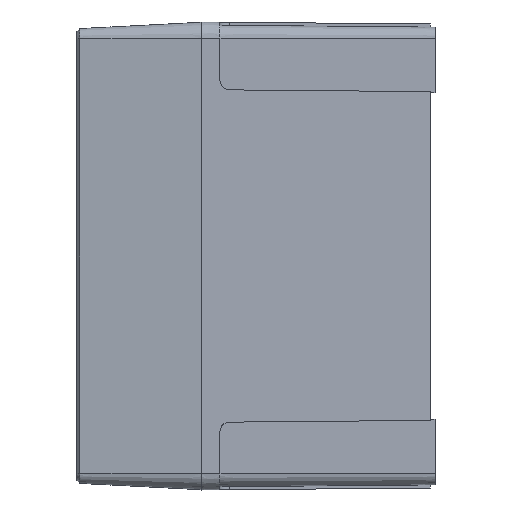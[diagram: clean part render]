
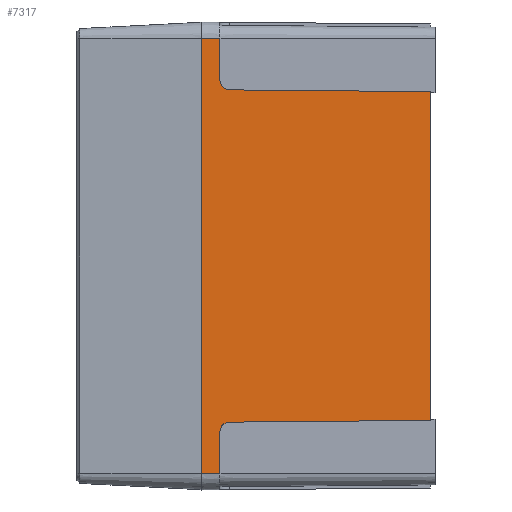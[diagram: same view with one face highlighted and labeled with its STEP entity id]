
A CAD part, left-side view. The second image highlights one B-rep face of the part: STEP entity #7317.
In plain terms, the highlighted planar face has unit normal (-1, -0.009, 0).
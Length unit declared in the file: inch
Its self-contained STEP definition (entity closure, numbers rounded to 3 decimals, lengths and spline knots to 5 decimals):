
#375 = CARTESIAN_POINT ( 'NONE',  ( -1.97047, 0., -1.83268 ) ) ;
#609 = ORIENTED_EDGE ( 'NONE', *, *, #6104, .T. ) ;
#629 = CARTESIAN_POINT ( 'NONE',  ( -1.97047, 0., -1.83268 ) ) ;
#757 = DIRECTION ( 'NONE',  ( -0.009, 1., 0. ) ) ;
#838 = LINE ( 'NONE', #4314, #3294 ) ;
#854 = CARTESIAN_POINT ( 'NONE',  ( -1.9691, -0.15748, 1.83268 ) ) ;
#898 = CARTESIAN_POINT ( 'NONE',  ( -1.9691, -0.15748, 1.47766 ) ) ;
#924 = LINE ( 'NONE', #5575, #11922 ) ;
#929 = CARTESIAN_POINT ( 'NONE',  ( -1.9691, -0.15748, -1.83268 ) ) ;
#1232 = ORIENTED_EDGE ( 'NONE', *, *, #4464, .T. ) ;
#1725 = CARTESIAN_POINT ( 'NONE',  ( -1.97051, 0.00377, -1.40101 ) ) ;
#1918 = VERTEX_POINT ( 'NONE', #8158 ) ;
#2362 = ORIENTED_EDGE ( 'NONE', *, *, #2975, .F. ) ;
#2438 = CARTESIAN_POINT ( 'NONE',  ( -1.95364, -1.92913, 1.38415 ) ) ;
#2826 = VERTEX_POINT ( 'NONE', #629 ) ;
#2975 = EDGE_CURVE ( 'NONE', #4109, #2826, #7510, .T. ) ;
#3131 = EDGE_CURVE ( 'NONE', #9664, #6596, #838, .T. ) ;
#3294 = VECTOR ( 'NONE', #757, 39.37008 ) ;
#3415 = ORIENTED_EDGE ( 'NONE', *, *, #8014, .T. ) ;
#3476 = DIRECTION ( 'NONE',  ( 0., 0., 1. ) ) ;
#3685 = CARTESIAN_POINT ( 'NONE',  ( -1.97047, 0., 1.83268 ) ) ;
#4109 = VERTEX_POINT ( 'NONE', #10682 ) ;
#4198 = DIRECTION ( 'NONE',  ( -0.009, 1., -0.009 ) ) ;
#4259 = VECTOR ( 'NONE', #9224, 39.37008 ) ;
#4314 = CARTESIAN_POINT ( 'NONE',  ( -1.97047, 0., 1.83268 ) ) ;
#4426 = AXIS2_PLACEMENT_3D ( 'NONE', #11409, #5526, #10322 ) ;
#4434 = CARTESIAN_POINT ( 'NONE',  ( -1.9691, -0.15748, 1.47766 ) ) ;
#4439 = CARTESIAN_POINT ( 'NONE',  ( -1.96842, -0.23553, 1.39893 ) ) ;
#4464 = EDGE_CURVE ( 'NONE', #1918, #9149, #6831, .T. ) ;
#4662 = PLANE ( 'NONE',  #4426 ) ;
#4701 = VERTEX_POINT ( 'NONE', #12475 ) ;
#4729 = CARTESIAN_POINT ( 'NONE',  ( -1.95364, -1.92913, -1.83268 ) ) ;
#4879 = CARTESIAN_POINT ( 'NONE',  ( -1.97023, -0.02822, 1.40073 ) ) ;
#5168 = CARTESIAN_POINT ( 'NONE',  ( -1.96842, -0.23553, -1.39893 ) ) ;
#5401 = VECTOR ( 'NONE', #3476, 39.37008 ) ;
#5526 = DIRECTION ( 'NONE',  ( -1., -0.009, 0. ) ) ;
#5575 = CARTESIAN_POINT ( 'NONE',  ( -1.9691, -0.15748, -1.83268 ) ) ;
#5608 = DIRECTION ( 'NONE',  ( 0.009, -1., -0.009 ) ) ;
#5825 = CARTESIAN_POINT ( 'NONE',  ( -1.9691, -0.15748, -1.47766 ) ) ;
#5991 =( BOUNDED_CURVE ( )  B_SPLINE_CURVE ( 3, ( #10189, #8730, #6630, #5168 ),
 .UNSPECIFIED., .F., .F. ) 
 B_SPLINE_CURVE_WITH_KNOTS ( ( 4, 4 ),
 ( 3.14159, 4.70366 ),
 .UNSPECIFIED. ) 
 CURVE ( )  GEOMETRIC_REPRESENTATION_ITEM ( )  RATIONAL_B_SPLINE_CURVE ( ( 1., 0.807, 0.807, 1. ) ) 
 REPRESENTATION_ITEM ( '' )  );
#6104 = EDGE_CURVE ( 'NONE', #13210, #9664, #15193, .T. ) ;
#6596 = VERTEX_POINT ( 'NONE', #3685 ) ;
#6630 = CARTESIAN_POINT ( 'NONE',  ( -1.96882, -0.18973, -1.39932 ) ) ;
#6831 = LINE ( 'NONE', #4729, #4259 ) ;
#7120 = EDGE_CURVE ( 'NONE', #1918, #12691, #9870, .T. ) ;
#7317 = ADVANCED_FACE ( 'NONE', ( #12727 ), #4662, .T. ) ;
#7352 = CARTESIAN_POINT ( 'NONE',  ( -1.97047, 0., -1.83268 ) ) ;
#7491 = DIRECTION ( 'NONE',  ( 0., 0., 1. ) ) ;
#7510 = LINE ( 'NONE', #7352, #11230 ) ;
#7659 = VECTOR ( 'NONE', #4198, 39.37008 ) ;
#8014 = EDGE_CURVE ( 'NONE', #4701, #13210, #13008, .T. ) ;
#8158 = CARTESIAN_POINT ( 'NONE',  ( -1.95364, -1.92913, -1.38415 ) ) ;
#8565 = VECTOR ( 'NONE', #5608, 39.37008 ) ;
#8620 = EDGE_LOOP ( 'NONE', ( #10784, #3415, #609, #12753, #13503, #2362, #12955, #12667, #14928, #1232 ) ) ;
#8730 = CARTESIAN_POINT ( 'NONE',  ( -1.9691, -0.15748, -1.43186 ) ) ;
#9130 = DIRECTION ( 'NONE',  ( 0., 0., 1. ) ) ;
#9149 = VERTEX_POINT ( 'NONE', #2438 ) ;
#9224 = DIRECTION ( 'NONE',  ( 0., 0., 1. ) ) ;
#9242 = LINE ( 'NONE', #4879, #8565 ) ;
#9258 = CARTESIAN_POINT ( 'NONE',  ( -1.9691, -0.15748, 1.43186 ) ) ;
#9345 = EDGE_CURVE ( 'NONE', #4701, #9149, #9242, .T. ) ;
#9483 = CARTESIAN_POINT ( 'NONE',  ( -1.96882, -0.18973, 1.39932 ) ) ;
#9664 = VERTEX_POINT ( 'NONE', #854 ) ;
#9672 = EDGE_CURVE ( 'NONE', #4109, #12059, #924, .T. ) ;
#9870 = LINE ( 'NONE', #1725, #7659 ) ;
#10189 = CARTESIAN_POINT ( 'NONE',  ( -1.9691, -0.15748, -1.47766 ) ) ;
#10322 = DIRECTION ( 'NONE',  ( -0.009, 1., 0. ) ) ;
#10682 = CARTESIAN_POINT ( 'NONE',  ( -1.9691, -0.15748, -1.83268 ) ) ;
#10784 = ORIENTED_EDGE ( 'NONE', *, *, #9345, .F. ) ;
#10835 = DIRECTION ( 'NONE',  ( -0.009, 1., 0. ) ) ;
#11230 = VECTOR ( 'NONE', #10835, 39.37008 ) ;
#11409 = CARTESIAN_POINT ( 'NONE',  ( -1.97047, 0., -1.83268 ) ) ;
#11473 = VECTOR ( 'NONE', #7491, 39.37008 ) ;
#11922 = VECTOR ( 'NONE', #9130, 39.37008 ) ;
#11941 = CARTESIAN_POINT ( 'NONE',  ( -1.96842, -0.23553, -1.39893 ) ) ;
#12059 = VERTEX_POINT ( 'NONE', #5825 ) ;
#12475 = CARTESIAN_POINT ( 'NONE',  ( -1.96842, -0.23553, 1.39893 ) ) ;
#12667 = ORIENTED_EDGE ( 'NONE', *, *, #14942, .T. ) ;
#12691 = VERTEX_POINT ( 'NONE', #11941 ) ;
#12727 = FACE_OUTER_BOUND ( 'NONE', #8620, .T. ) ;
#12753 = ORIENTED_EDGE ( 'NONE', *, *, #3131, .T. ) ;
#12955 = ORIENTED_EDGE ( 'NONE', *, *, #9672, .T. ) ;
#13008 =( BOUNDED_CURVE ( )  B_SPLINE_CURVE ( 3, ( #4439, #9483, #9258, #898 ),
 .UNSPECIFIED., .F., .T. ) 
 B_SPLINE_CURVE_WITH_KNOTS ( ( 4, 4 ),
 ( 4.72112, 6.28319 ),
 .UNSPECIFIED. ) 
 CURVE ( )  GEOMETRIC_REPRESENTATION_ITEM ( )  RATIONAL_B_SPLINE_CURVE ( ( 1., 0.807, 0.807, 1. ) ) 
 REPRESENTATION_ITEM ( '' )  );
#13210 = VERTEX_POINT ( 'NONE', #4434 ) ;
#13503 = ORIENTED_EDGE ( 'NONE', *, *, #14821, .F. ) ;
#14553 = LINE ( 'NONE', #375, #11473 ) ;
#14821 = EDGE_CURVE ( 'NONE', #2826, #6596, #14553, .T. ) ;
#14928 = ORIENTED_EDGE ( 'NONE', *, *, #7120, .F. ) ;
#14942 = EDGE_CURVE ( 'NONE', #12059, #12691, #5991, .T. ) ;
#15193 = LINE ( 'NONE', #929, #5401 ) ;
